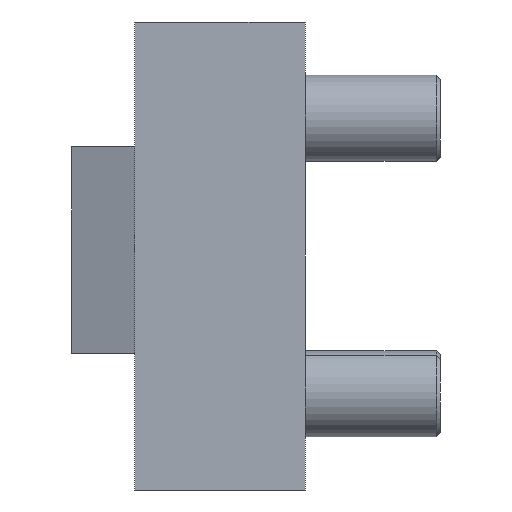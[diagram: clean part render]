
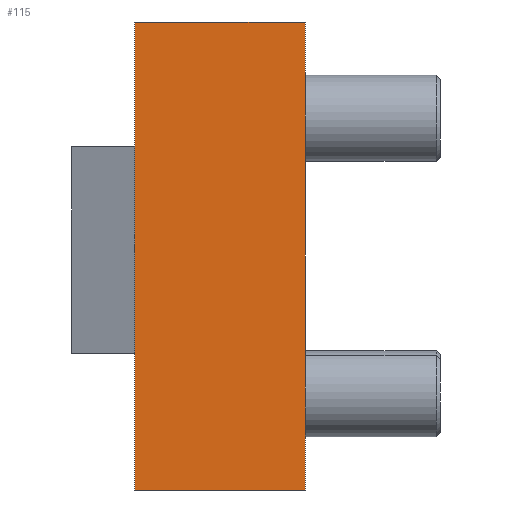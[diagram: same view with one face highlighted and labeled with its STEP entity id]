
A CAD part, left-side view. The second image highlights one B-rep face of the part: STEP entity #115.
In plain terms, the highlighted planar face has unit normal (-1, 0, 0).
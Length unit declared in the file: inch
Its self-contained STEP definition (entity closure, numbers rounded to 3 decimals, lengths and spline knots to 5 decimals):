
#102 = EDGE_CURVE ( 'NONE', #112, #131, #1097, .T. ) ;
#108 = ORIENTED_EDGE ( 'NONE', *, *, #684, .F. ) ;
#109 = EDGE_CURVE ( 'NONE', #112, #686, #1125, .T. ) ;
#112 = VERTEX_POINT ( 'NONE', #1098 ) ;
#114 = EDGE_LOOP ( 'NONE', ( #578, #108, #134, #116 ) ) ;
#115 = ADVANCED_FACE ( 'NONE', ( #1069 ), #1061, .F. ) ;
#116 = ORIENTED_EDGE ( 'NONE', *, *, #102, .T. ) ;
#126 = EDGE_CURVE ( 'NONE', #131, #277, #1038, .T. ) ;
#131 = VERTEX_POINT ( 'NONE', #1043 ) ;
#134 = ORIENTED_EDGE ( 'NONE', *, *, #109, .F. ) ;
#277 = VERTEX_POINT ( 'NONE', #1395 ) ;
#578 = ORIENTED_EDGE ( 'NONE', *, *, #126, .T. ) ;
#684 = EDGE_CURVE ( 'NONE', #686, #277, #2088, .T. ) ;
#686 = VERTEX_POINT ( 'NONE', #2094 ) ;
#1035 = DIRECTION ( 'NONE',  ( 0., -1., 0. ) ) ;
#1036 = VECTOR ( 'NONE', #1035, 39.37008 ) ;
#1037 = CARTESIAN_POINT ( 'NONE',  ( 0., 0.62, -0.85 ) ) ;
#1038 = LINE ( 'NONE', #1037, #1036 ) ;
#1043 = CARTESIAN_POINT ( 'NONE',  ( 0., 0.62, -0.85 ) ) ;
#1057 = DIRECTION ( 'NONE',  ( 0., 1., 0. ) ) ;
#1058 = DIRECTION ( 'NONE',  ( 1., 0., 0. ) ) ;
#1061 = PLANE ( 'NONE',  #1109 ) ;
#1069 = FACE_OUTER_BOUND ( 'NONE', #114, .T. ) ;
#1097 = LINE ( 'NONE', #1135, #1134 ) ;
#1098 = CARTESIAN_POINT ( 'NONE',  ( 0., 0.62, 0.85 ) ) ;
#1109 = AXIS2_PLACEMENT_3D ( 'NONE', #1120, #1058, #1057 ) ;
#1120 = CARTESIAN_POINT ( 'NONE',  ( 0., 0.62, 0.85 ) ) ;
#1121 = VECTOR ( 'NONE', #1123, 39.37008 ) ;
#1123 = DIRECTION ( 'NONE',  ( 0., -1., 0. ) ) ;
#1124 = CARTESIAN_POINT ( 'NONE',  ( 0., 0.62, 0.85 ) ) ;
#1125 = LINE ( 'NONE', #1124, #1121 ) ;
#1133 = DIRECTION ( 'NONE',  ( 0., 0., -1. ) ) ;
#1134 = VECTOR ( 'NONE', #1133, 39.37008 ) ;
#1135 = CARTESIAN_POINT ( 'NONE',  ( 0., 0.62, 0.85 ) ) ;
#1395 = CARTESIAN_POINT ( 'NONE',  ( 0., 0., -0.85 ) ) ;
#2085 = DIRECTION ( 'NONE',  ( 0., 0., -1. ) ) ;
#2086 = VECTOR ( 'NONE', #2085, 39.37008 ) ;
#2087 = CARTESIAN_POINT ( 'NONE',  ( 0., 0., 0.85 ) ) ;
#2088 = LINE ( 'NONE', #2087, #2086 ) ;
#2094 = CARTESIAN_POINT ( 'NONE',  ( 0., 0., 0.85 ) ) ;
